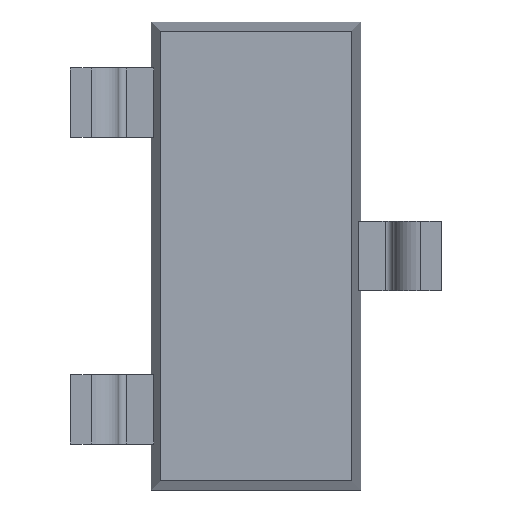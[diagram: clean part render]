
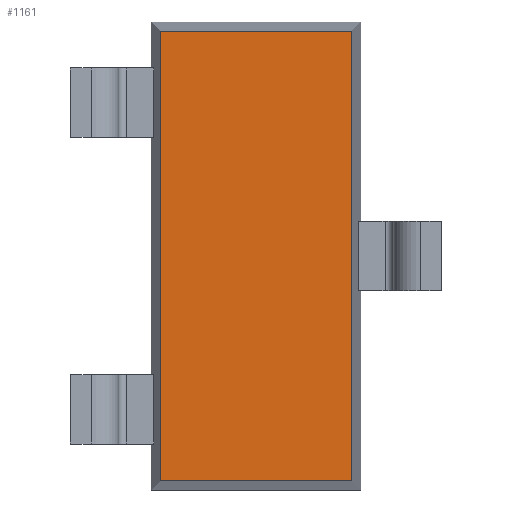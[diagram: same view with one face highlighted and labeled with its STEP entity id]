
A CAD part, front view. The second image highlights one B-rep face of the part: STEP entity #1161.
In plain terms, the highlighted planar face has unit normal (0, -1, 0).
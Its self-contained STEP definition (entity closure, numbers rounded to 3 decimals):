
#1 = ORIENTED_EDGE ( 'NONE', *, *, #1420, .T. ) ;
#2 = CARTESIAN_POINT ( 'NONE',  ( 0.594, 0.1, -1.394 ) ) ;
#9 = VECTOR ( 'NONE', #1009, 1000. ) ;
#17 = CARTESIAN_POINT ( 'NONE',  ( 0., 0.1, 0. ) ) ;
#27 = CARTESIAN_POINT ( 'NONE',  ( -0.594, 0.1, 0. ) ) ;
#101 = ORIENTED_EDGE ( 'NONE', *, *, #576, .T. ) ;
#116 = VERTEX_POINT ( 'NONE', #1185 ) ;
#142 = LINE ( 'NONE', #27, #9 ) ;
#161 = VECTOR ( 'NONE', #180, 1000. ) ;
#180 = DIRECTION ( 'NONE',  ( 0., 0., 1. ) ) ;
#227 = CARTESIAN_POINT ( 'NONE',  ( 0., 0.1, -1.394 ) ) ;
#288 = FACE_OUTER_BOUND ( 'NONE', #361, .T. ) ;
#311 = EDGE_CURVE ( 'NONE', #870, #116, #1434, .T. ) ;
#361 = EDGE_LOOP ( 'NONE', ( #101, #1214, #1141, #1 ) ) ;
#403 = VERTEX_POINT ( 'NONE', #1397 ) ;
#522 = VECTOR ( 'NONE', #837, 1000. ) ;
#549 = VECTOR ( 'NONE', #1453, 1000. ) ;
#576 = EDGE_CURVE ( 'NONE', #612, #403, #142, .T. ) ;
#612 = VERTEX_POINT ( 'NONE', #1255 ) ;
#799 = CARTESIAN_POINT ( 'NONE',  ( 0.594, 0.1, 0. ) ) ;
#837 = DIRECTION ( 'NONE',  ( -1., 0., 0. ) ) ;
#838 = LINE ( 'NONE', #227, #549 ) ;
#865 = DIRECTION ( 'NONE',  ( 0., -1., 0. ) ) ;
#870 = VERTEX_POINT ( 'NONE', #2 ) ;
#1009 = DIRECTION ( 'NONE',  ( 0., 0., -1. ) ) ;
#1069 = LINE ( 'NONE', #1452, #522 ) ;
#1101 = EDGE_CURVE ( 'NONE', #403, #870, #838, .T. ) ;
#1141 = ORIENTED_EDGE ( 'NONE', *, *, #311, .T. ) ;
#1161 = ADVANCED_FACE ( 'NONE', ( #288 ), #1373, .T. ) ;
#1185 = CARTESIAN_POINT ( 'NONE',  ( 0.594, 0.1, 1.394 ) ) ;
#1214 = ORIENTED_EDGE ( 'NONE', *, *, #1101, .T. ) ;
#1251 = AXIS2_PLACEMENT_3D ( 'NONE', #17, #865, #1363 ) ;
#1255 = CARTESIAN_POINT ( 'NONE',  ( -0.594, 0.1, 1.394 ) ) ;
#1363 = DIRECTION ( 'NONE',  ( 0., 0., -1. ) ) ;
#1373 = PLANE ( 'NONE',  #1251 ) ;
#1397 = CARTESIAN_POINT ( 'NONE',  ( -0.594, 0.1, -1.394 ) ) ;
#1420 = EDGE_CURVE ( 'NONE', #116, #612, #1069, .T. ) ;
#1434 = LINE ( 'NONE', #799, #161 ) ;
#1452 = CARTESIAN_POINT ( 'NONE',  ( 0., 0.1, 1.394 ) ) ;
#1453 = DIRECTION ( 'NONE',  ( 1., 0., 0. ) ) ;
